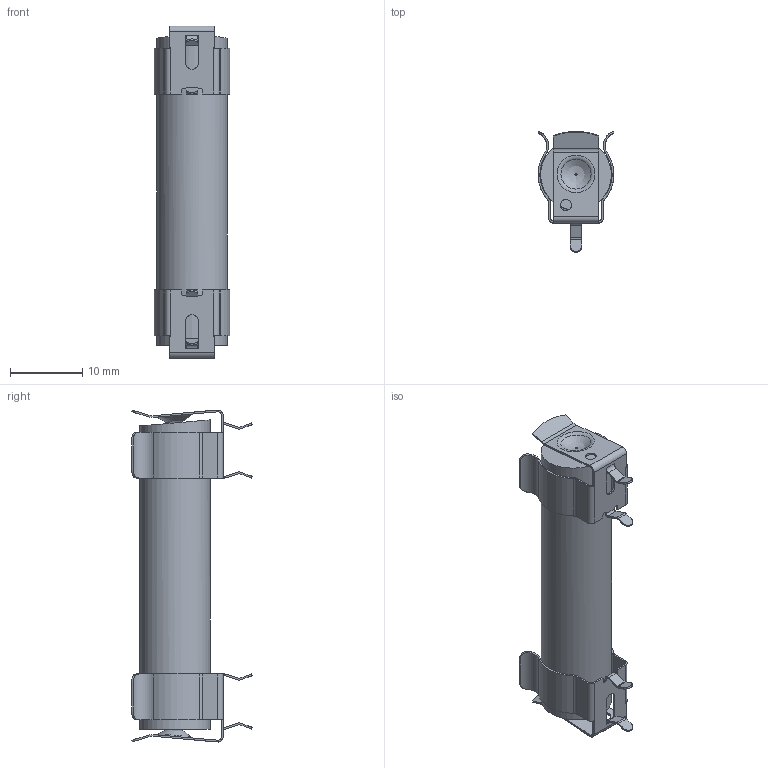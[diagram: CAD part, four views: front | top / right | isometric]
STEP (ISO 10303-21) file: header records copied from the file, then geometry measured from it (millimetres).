
FILE_DESCRIPTION(/* description */ (''),/* implementation_level */ '2;1');
FILE_NAME(/* name */ 'BK-82.step',/* time_stamp */ '2024-02-18T20:01:13-04:00',/* author */ (''),/* organization */ (''),/* preprocessor_version */ 'ST-DEVELOPER v20',/* originating_system */ 'Autodesk Translation Framework v12.14.0.127',/* authorisation */ '');
FILE_SCHEMA (('AUTOMOTIVE_DESIGN { 1 0 10303 214 3 1 1 }'));
Length unit declared in the file: millimetre
Products named in the file (1): BK-82--3DModel-STEP-231308
Bounding box: 10.54 x 16.76 x 46.08 mm (x, y, z)
Volume: 3366.7 mm3; surface area: 2800.9 mm2
Topology: 3 solids, 3 shells, 217 faces, 509 edges, 302 vertices
Faces by surface type: plane 130, cylinder 79, torus 4, bspline 4
Full cylindrical faces by diameter (mm): 1.57 x2, 9.8 x1
Entity records: 6394 total; most frequent: CARTESIAN_POINT 1317, DIRECTION 1087, ORIENTED_EDGE 1018, EDGE_CURVE 509, AXIS2_PLACEMENT_3D 380, LINE 327, VECTOR 327, VERTEX_POINT 302
